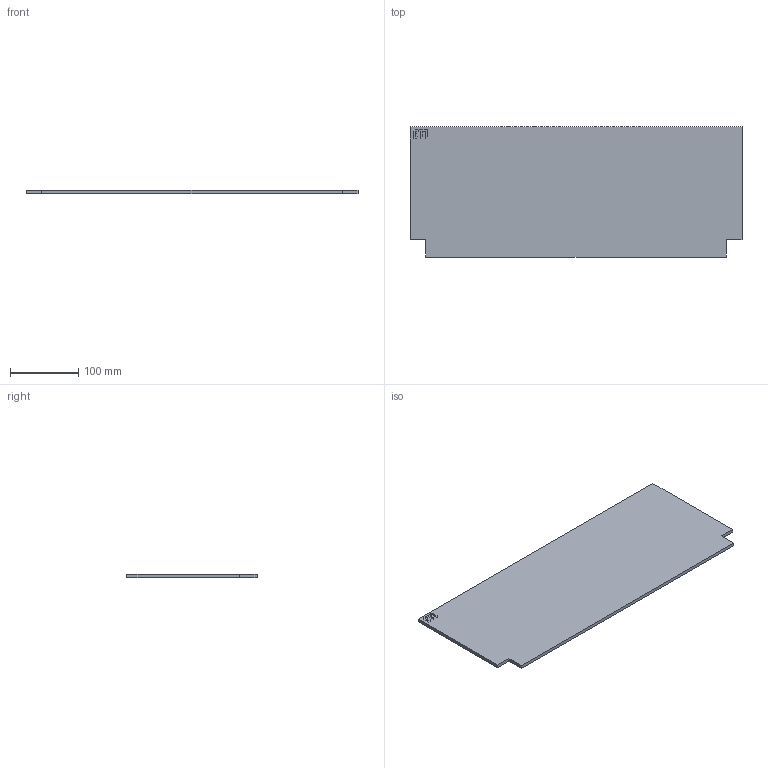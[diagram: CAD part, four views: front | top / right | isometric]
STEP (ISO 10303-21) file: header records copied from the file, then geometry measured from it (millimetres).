
FILE_DESCRIPTION((''),'2;1');
FILE_NAME('ASM0001AA_ASM','2021-10-13T',('marketing.praksa'),('Audax d.o.o.'),'CREO PARAMETRIC BY PTC INC, 2017480','CREO PARAMETRIC BY PTC INC, 2017480','');
FILE_SCHEMA(('AUTOMOTIVE_DESIGN { 1 0 10303 214 1 1 1 1 }'));
Length unit declared in the file: millimetre
Products named in the file (3): PRT0001; PRT0002; ASM0001AA_ASM
Assembly tree (2 placements, depth 2):
  ASM0001AA_ASM
    PRT0001
    PRT0002
Bounding box: 486 x 190.5 x 5 mm (x, y, z)
Volume: 457023.9 mm3; surface area: 189939.3 mm2
Topology: 4 solids, 4 shells, 115 faces, 312 edges, 208 vertices
Faces by surface type: plane 67, cylinder 48
Entity records: 5597 total; most frequent: DIRECTION 648, CARTESIAN_POINT 647, ORIENTED_EDGE 624, PRESENTATION_STYLE_ASSIGNMENT 431, STYLED_ITEM 431, CURVE_STYLE 312, EDGE_CURVE 312, VECTOR 216
